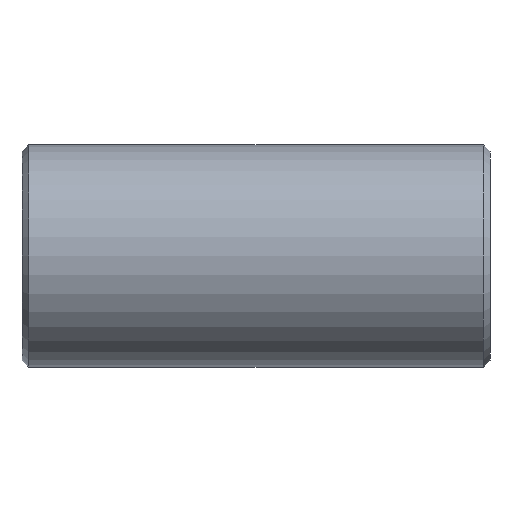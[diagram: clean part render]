
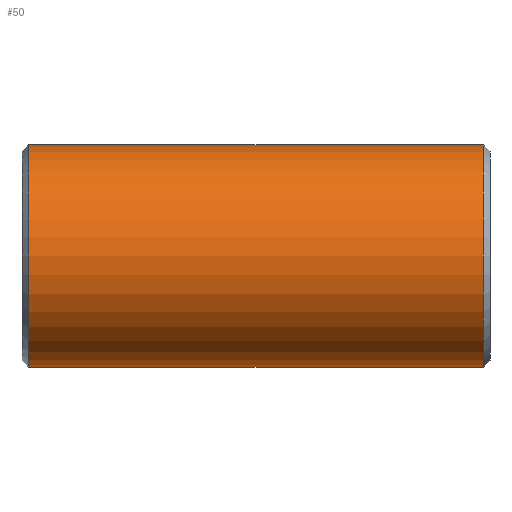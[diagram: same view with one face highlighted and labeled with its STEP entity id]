
A CAD part, front view. The second image highlights one B-rep face of the part: STEP entity #50.
In plain terms, the highlighted cylindrical face has radius 30.163 mm (diameter 60.325 mm), a partial arc.
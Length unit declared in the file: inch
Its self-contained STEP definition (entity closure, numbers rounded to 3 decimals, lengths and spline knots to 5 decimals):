
#43 = CARTESIAN_POINT ( 'NONE',  ( 2.5, 0., -1.1875 ) ) ;
#50 = ADVANCED_FACE ( 'NONE', ( #211 ), #491, .T. ) ;
#63 = VECTOR ( 'NONE', #71, 39.37008 ) ;
#65 = CARTESIAN_POINT ( 'NONE',  ( -2.42733, 0., -1.1875 ) ) ;
#66 = LINE ( 'NONE', #339, #586 ) ;
#68 = LINE ( 'NONE', #489, #63 ) ;
#71 = DIRECTION ( 'NONE',  ( -1., 0., 0. ) ) ;
#82 = EDGE_LOOP ( 'NONE', ( #513, #418, #91, #314, #354, #227 ) ) ;
#91 = ORIENTED_EDGE ( 'NONE', *, *, #363, .T. ) ;
#110 = DIRECTION ( 'NONE',  ( 0., 0., 1. ) ) ;
#118 = DIRECTION ( 'NONE',  ( -1., 0., 0. ) ) ;
#120 = CARTESIAN_POINT ( 'NONE',  ( 2.5, 0., 0. ) ) ;
#143 = LINE ( 'NONE', #43, #525 ) ;
#146 = DIRECTION ( 'NONE',  ( -1., 0., 0. ) ) ;
#149 = EDGE_CURVE ( 'NONE', #320, #501, #143, .T. ) ;
#199 = CARTESIAN_POINT ( 'NONE',  ( -2.42733, 0., 0. ) ) ;
#204 = CARTESIAN_POINT ( 'NONE',  ( 0., 0., 1.1875 ) ) ;
#211 = FACE_OUTER_BOUND ( 'NONE', #82, .T. ) ;
#227 = ORIENTED_EDGE ( 'NONE', *, *, #149, .F. ) ;
#251 = CIRCLE ( 'NONE', #350, 1.1875 ) ;
#285 = EDGE_CURVE ( 'NONE', #459, #596, #66, .T. ) ;
#295 = CARTESIAN_POINT ( 'NONE',  ( 2.42733, 0., 0. ) ) ;
#308 = DIRECTION ( 'NONE',  ( -1., 0., 0. ) ) ;
#314 = ORIENTED_EDGE ( 'NONE', *, *, #285, .T. ) ;
#320 = VERTEX_POINT ( 'NONE', #380 ) ;
#322 = CARTESIAN_POINT ( 'NONE',  ( 2.42733, 0., -1.1875 ) ) ;
#339 = CARTESIAN_POINT ( 'NONE',  ( 2.5, 0., 1.1875 ) ) ;
#340 = EDGE_CURVE ( 'NONE', #596, #501, #251, .T. ) ;
#347 = EDGE_CURVE ( 'NONE', #512, #581, #403, .T. ) ;
#350 = AXIS2_PLACEMENT_3D ( 'NONE', #199, #571, #110 ) ;
#354 = ORIENTED_EDGE ( 'NONE', *, *, #340, .T. ) ;
#363 = EDGE_CURVE ( 'NONE', #581, #459, #577, .T. ) ;
#380 = CARTESIAN_POINT ( 'NONE',  ( 0., 0., -1.1875 ) ) ;
#385 = CARTESIAN_POINT ( 'NONE',  ( 2.5, 0., 1.1875 ) ) ;
#403 = CIRCLE ( 'NONE', #417, 1.1875 ) ;
#416 = AXIS2_PLACEMENT_3D ( 'NONE', #120, #308, #588 ) ;
#417 = AXIS2_PLACEMENT_3D ( 'NONE', #295, #480, #575 ) ;
#418 = ORIENTED_EDGE ( 'NONE', *, *, #347, .T. ) ;
#426 = VECTOR ( 'NONE', #118, 39.37008 ) ;
#428 = DIRECTION ( 'NONE',  ( -1., 0., 0. ) ) ;
#459 = VERTEX_POINT ( 'NONE', #204 ) ;
#471 = CARTESIAN_POINT ( 'NONE',  ( 2.42733, 0., 1.1875 ) ) ;
#472 = EDGE_CURVE ( 'NONE', #512, #320, #68, .T. ) ;
#480 = DIRECTION ( 'NONE',  ( -1., 0., 0. ) ) ;
#489 = CARTESIAN_POINT ( 'NONE',  ( 2.5, 0., -1.1875 ) ) ;
#491 = CYLINDRICAL_SURFACE ( 'NONE', #416, 1.1875 ) ;
#501 = VERTEX_POINT ( 'NONE', #65 ) ;
#512 = VERTEX_POINT ( 'NONE', #322 ) ;
#513 = ORIENTED_EDGE ( 'NONE', *, *, #472, .F. ) ;
#525 = VECTOR ( 'NONE', #146, 39.37008 ) ;
#566 = CARTESIAN_POINT ( 'NONE',  ( -2.42733, 0., 1.1875 ) ) ;
#571 = DIRECTION ( 'NONE',  ( 1., 0., 0. ) ) ;
#575 = DIRECTION ( 'NONE',  ( 0., 0., -1. ) ) ;
#577 = LINE ( 'NONE', #385, #426 ) ;
#581 = VERTEX_POINT ( 'NONE', #471 ) ;
#586 = VECTOR ( 'NONE', #428, 39.37008 ) ;
#588 = DIRECTION ( 'NONE',  ( 0., 0., 1. ) ) ;
#596 = VERTEX_POINT ( 'NONE', #566 ) ;
